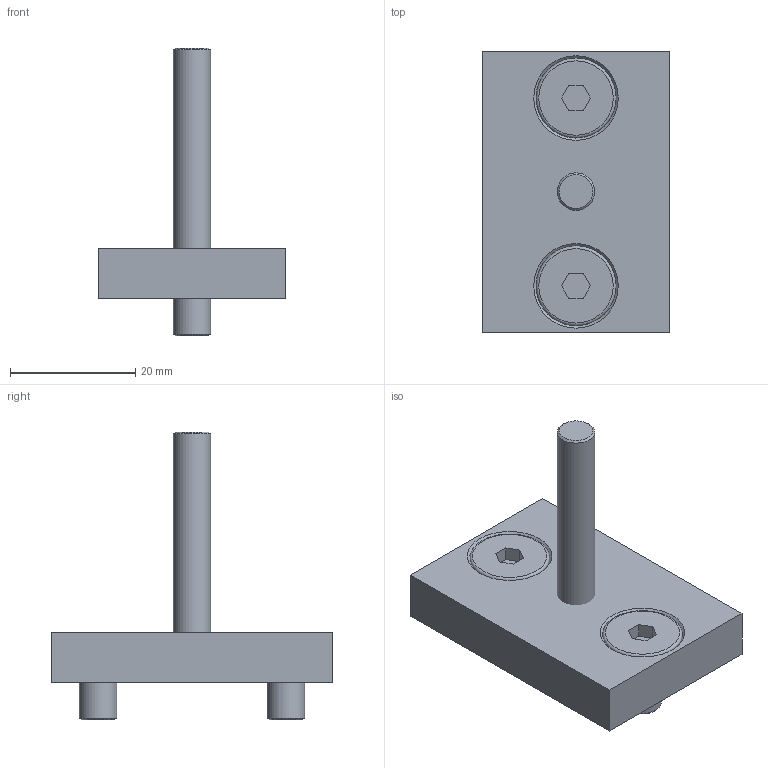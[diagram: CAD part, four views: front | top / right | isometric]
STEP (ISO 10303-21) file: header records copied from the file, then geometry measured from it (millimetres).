
FILE_DESCRIPTION(/* description */ ('Unknown'),/* implementation_level */ '2;1');
FILE_NAME(/* name */ '113.00126 Befestigungsplatte E',/* time_stamp */ '2017-12-19T12:20:55+01:00',/* author */ ('Unknown'),/* organization */ ('Unknown'),/* preprocessor_version */ 'ST-DEVELOPER v16.7',/* originating_system */ 'DEX',/* authorisation */ $);
FILE_SCHEMA (('AUTOMOTIVE_DESIGN {1 0 10303 214 3 1 1}'));
Length unit declared in the file: millimetre
Products named in the file (4): 113.00126; 126.00098; 142.00063; 142.00260
Assembly tree (4 placements, depth 2):
  113.00126
    126.00098
    142.00063
    142.00260  x2
Bounding box: 30 x 45 x 46 mm (x, y, z)
Volume: 11992 mm3; surface area: 6194.8 mm2
Topology: 4 solids, 4 shells, 51 faces, 112 edges, 72 vertices
Faces by surface type: plane 33, cone 9, cylinder 6, torus 3
Full cylindrical faces by diameter (mm): 4.917 x1, 6 x3, 6.6 x2
Entity records: 1310 total; most frequent: DIRECTION 172, CARTESIAN_POINT 161, ORIENTED_EDGE 134, EDGE_CURVE 67, AXIS2_PLACEMENT_3D 62, EDGE_LOOP 60, FACE_BOUND 60, VERTEX_POINT 51
